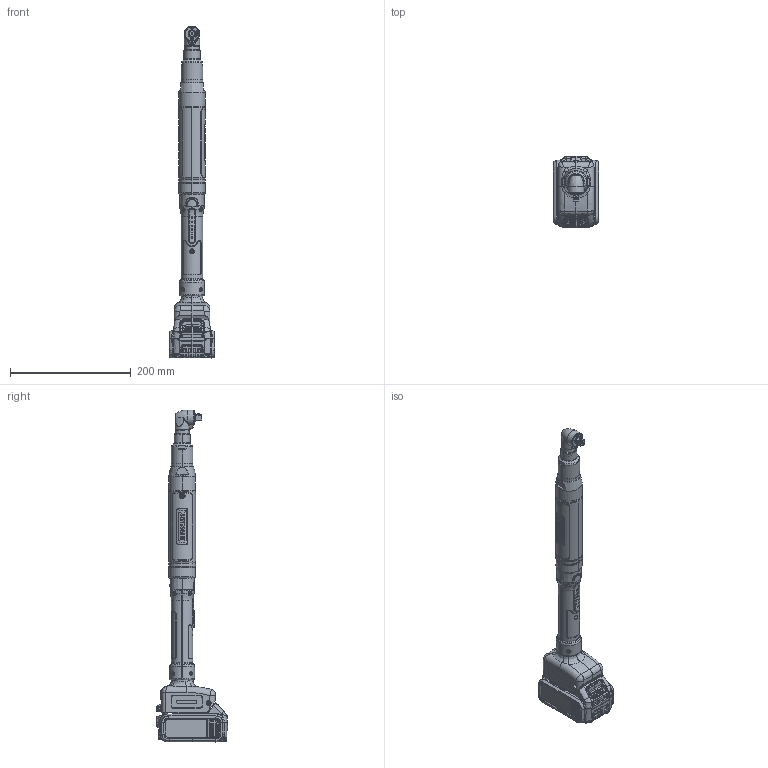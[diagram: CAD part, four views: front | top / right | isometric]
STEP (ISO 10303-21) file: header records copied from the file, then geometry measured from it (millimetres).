
FILE_DESCRIPTION((''),'2;1');
FILE_NAME('B23LA13-12','2016-01-08T',('TAS0721'),(''),'PRO/ENGINEER BY PARAMETRIC TECHNOLOGY CORPORATION, 2010430','PRO/ENGINEER BY PARAMETRIC TECHNOLOGY CORPORATION, 2010430','');
FILE_SCHEMA(('CONFIG_CONTROL_DESIGN'));
Length unit declared in the file: inch
Products named in the file (1): B23LA13-12
Bounding box: 75.49 x 118.35 x 550.11 mm (x, y, z)
Surface area: 109566.1 mm2 (no closed solid volume)
Topology: 0 solids, 150 shells, 896 faces, 4390 edges, 3547 vertices
Faces by surface type: bspline 390, cylinder 197, plane 139, cone 70, torus 67, extrusion 24, sphere 7, revolution 2
Entity records: 81405 total; most frequent: CARTESIAN_POINT 52825, ORIENTED_EDGE 5644, EDGE_CURVE 4388, DIRECTION 4115, VERTEX_POINT 3547, B_SPLINE_CURVE_WITH_KNOTS 2208, AXIS2_PLACEMENT_3D 1403, VECTOR 1307
